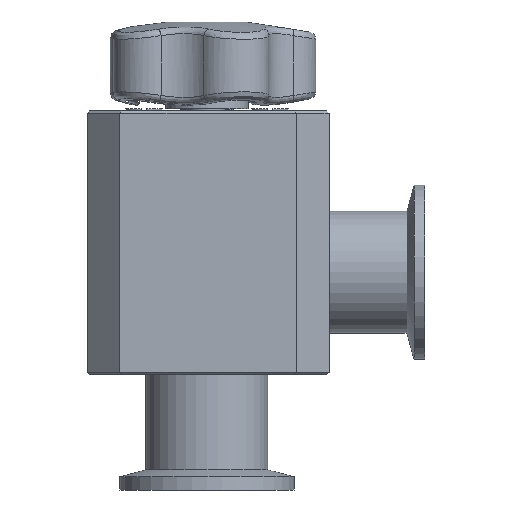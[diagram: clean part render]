
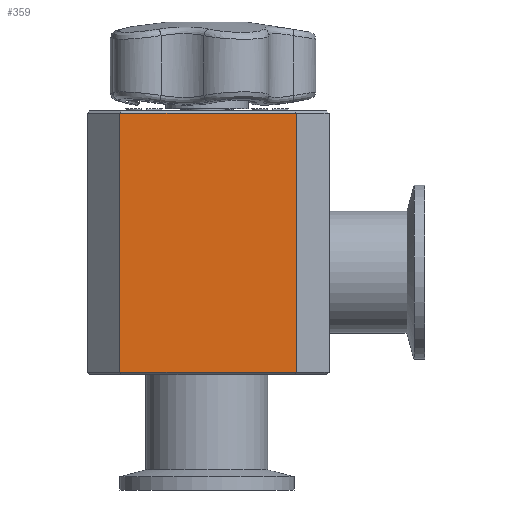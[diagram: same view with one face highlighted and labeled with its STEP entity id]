
A CAD part, left-side view. The second image highlights one B-rep face of the part: STEP entity #359.
In plain terms, the highlighted planar face has unit normal (-1, 0, 0).
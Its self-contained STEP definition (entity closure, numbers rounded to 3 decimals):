
#359=ADVANCED_FACE('',(#1413),#1415,.T.);
#1413=FACE_BOUND('',#1414,.T.);
#1414=EDGE_LOOP('',(#5328,#5329,#5330,#5331));
#1415=PLANE('',#1416);
#1416=AXIS2_PLACEMENT_3D('',#1417,#1418,#1419);
#1417=CARTESIAN_POINT('',(-27.5,27.5,-32.5));
#1418=DIRECTION('',(-1.,0.,0.));
#1419=DIRECTION('',(0.,-1.,0.));
#5328=ORIENTED_EDGE('',*,*,#5805,.F.);
#5329=ORIENTED_EDGE('',*,*,#5806,.F.);
#5330=ORIENTED_EDGE('',*,*,#5807,.T.);
#5331=ORIENTED_EDGE('',*,*,#5786,.T.);
#5786=EDGE_CURVE('',#6108,#6106,#6109,.F.);
#5805=EDGE_CURVE('',#6140,#6106,#6141,.T.);
#5806=EDGE_CURVE('',#6142,#6140,#6143,.T.);
#5807=EDGE_CURVE('',#6142,#6108,#6144,.F.);
#6106=VERTEX_POINT('',#6840);
#6108=VERTEX_POINT('',#6844);
#6109=LINE('',#6845,#6846);
#6140=VERTEX_POINT('',#6916);
#6141=LINE('',#6917,#6918);
#6142=VERTEX_POINT('',#6920);
#6143=LINE('',#6921,#6922);
#6144=LINE('',#6924,#6925);
#6840=CARTESIAN_POINT('',(-27.5,-20.526,54.));
#6844=CARTESIAN_POINT('',(-27.5,-20.526,-5.5));
#6845=CARTESIAN_POINT('',(-27.5,-20.526,54.));
#6846=VECTOR('',#6847,1.);
#6847=DIRECTION('',(0.,0.,-1.));
#6916=CARTESIAN_POINT('',(-27.5,20.,54.));
#6917=CARTESIAN_POINT('',(-27.5,20.,54.));
#6918=VECTOR('',#6919,1.);
#6919=DIRECTION('',(0.,-1.,0.));
#6920=CARTESIAN_POINT('',(-27.5,20.,-5.5));
#6921=CARTESIAN_POINT('',(-27.5,20.,-5.5));
#6922=VECTOR('',#6923,1.);
#6923=DIRECTION('',(0.,0.,1.));
#6924=CARTESIAN_POINT('',(-27.5,-20.526,-5.5));
#6925=VECTOR('',#6926,1.);
#6926=DIRECTION('',(0.,1.,0.));
